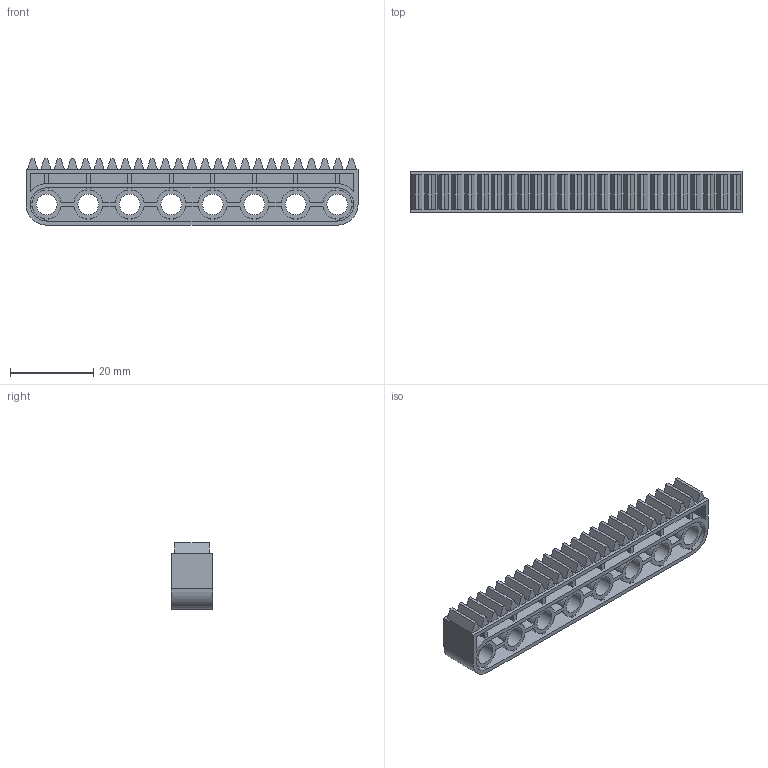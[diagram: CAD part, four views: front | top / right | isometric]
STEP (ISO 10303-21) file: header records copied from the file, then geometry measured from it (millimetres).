
FILE_DESCRIPTION(/* description */ (''),/* implementation_level */ '2;1');
FILE_NAME(/* name */ 'EL8.stp',/* time_stamp */ '2019-02-18T15:35:08+01:00',/* author */ ('Varga Daniel'),/* organization */ (''),/* preprocessor_version */ 'ST-DEVELOPER v17.2',/* originating_system */ 'Autodesk Inventor 2019',/* authorisation */ '');
FILE_SCHEMA (('AUTOMOTIVE_DESIGN { 1 0 10303 214 3 1 1 }'));
Length unit declared in the file: millimetre
Products named in the file (1): EL8
Bounding box: 80 x 10 x 15.98 mm (x, y, z)
Volume: 5573.4 mm3; surface area: 10187.8 mm2
Topology: 1 solids, 1 shells, 429 faces, 1198 edges, 800 vertices
Faces by surface type: plane 347, cylinder 82
Full cylindrical faces by diameter (mm): 5 x8
Entity records: 14174 total; most frequent: CARTESIAN_POINT 2428, ORIENTED_EDGE 2396, DIRECTION 2246, EDGE_CURVE 1198, LINE 1010, VECTOR 1010, VERTEX_POINT 800, AXIS2_PLACEMENT_3D 618
